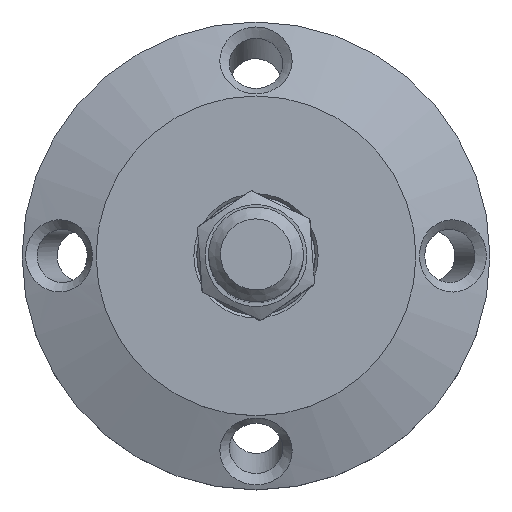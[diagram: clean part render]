
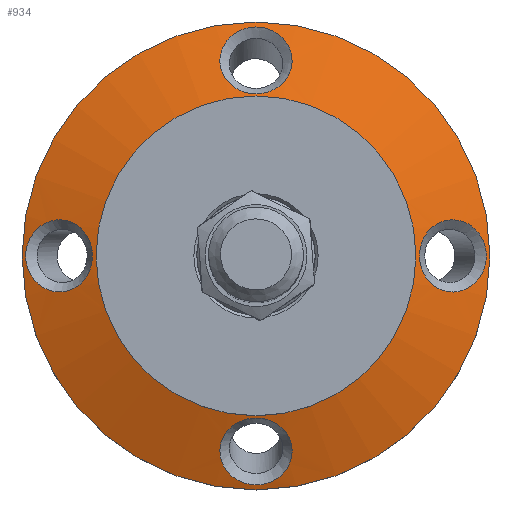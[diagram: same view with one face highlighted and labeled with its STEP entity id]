
A CAD part, top view. The second image highlights one B-rep face of the part: STEP entity #934.
In plain terms, the highlighted conical face has half-angle 70 degrees and reference radius 33.25 mm.
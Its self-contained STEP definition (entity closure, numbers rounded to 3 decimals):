
#154=CIRCLE('',#1009,39.5);
#155=CIRCLE('',#1010,27.);
#198=CONICAL_SURFACE('',#1008,33.25,70.);
#222=FACE_BOUND('',#356,.T.);
#223=FACE_BOUND('',#357,.T.);
#224=FACE_BOUND('',#358,.T.);
#225=FACE_BOUND('',#359,.T.);
#226=FACE_BOUND('',#360,.T.);
#286=FACE_OUTER_BOUND('',#355,.T.);
#355=EDGE_LOOP('',(#694));
#356=EDGE_LOOP('',(#695));
#357=EDGE_LOOP('',(#696));
#358=EDGE_LOOP('',(#697));
#359=EDGE_LOOP('',(#698));
#360=EDGE_LOOP('',(#699));
#466=B_SPLINE_CURVE_WITH_KNOTS('',3,(#1507,#1508,#1509,#1510,#1511,#1512,
#1513,#1514,#1515,#1516,#1517,#1518,#1519,#1520,#1521,#1522,#1523,#1524,
#1525,#1526,#1527),.UNSPECIFIED.,.T.,.F.,(4,1,1,1,1,1,1,1,1,1,1,1,1,1,1,
1,1,1,4),(-3.728,-3.595,-3.462,-3.328,
-3.195,-2.929,-2.663,-2.396,
-2.13,-1.598,-1.42,-1.065,
-0.799,-0.666,-0.533,-0.399,
-0.266,-0.133,0.),.UNSPECIFIED.);
#467=B_SPLINE_CURVE_WITH_KNOTS('',3,(#1535,#1536,#1537,#1538,#1539,#1540,
#1541,#1542,#1543,#1544,#1545,#1546,#1547,#1548,#1549,#1550,#1551,#1552,
#1553,#1554),.UNSPECIFIED.,.T.,.F.,(4,1,1,1,1,1,1,1,1,1,1,1,1,1,1,1,1,4),
(-3.754,-3.62,-3.486,-3.351,
-3.217,-2.949,-2.681,-2.413,
-1.966,-1.609,-1.072,-0.804,
-0.536,-0.402,-0.268,-0.134,
-0.067,0.),.UNSPECIFIED.);
#468=B_SPLINE_CURVE_WITH_KNOTS('',3,(#1556,#1557,#1558,#1559,#1560,#1561,
#1562,#1563,#1564,#1565,#1566,#1567,#1568,#1569,#1570,#1571,#1572,#1573,
#1574,#1575,#1576,#1577),.UNSPECIFIED.,.T.,.F.,(4,1,1,1,1,1,1,1,1,1,1,1,
1,1,1,1,1,1,1,4),(-3.728,-3.595,-3.462,
-3.328,-3.195,-3.062,-2.929,
-2.663,-2.308,-2.13,-1.598,
-1.331,-1.065,-0.799,-0.666,
-0.533,-0.399,-0.266,-0.133,
0.),.UNSPECIFIED.);
#469=B_SPLINE_CURVE_WITH_KNOTS('',3,(#1581,#1582,#1583,#1584,#1585,#1586,
#1587,#1588,#1589,#1590,#1591,#1592,#1593,#1594,#1595,#1596,#1597,#1598,
#1599,#1600),.UNSPECIFIED.,.T.,.F.,(4,1,1,1,1,1,1,1,1,1,1,1,1,1,1,1,1,4),
(-3.754,-3.62,-3.486,-3.351,
-3.217,-2.949,-2.681,-2.413,
-1.966,-1.609,-1.072,-0.804,
-0.536,-0.402,-0.268,-0.134,
-0.067,0.),.UNSPECIFIED.);
#476=VERTEX_POINT('',#1480);
#479=VERTEX_POINT('',#1532);
#480=VERTEX_POINT('',#1534);
#481=VERTEX_POINT('',#1555);
#482=VERTEX_POINT('',#1578);
#483=VERTEX_POINT('',#1580);
#570=EDGE_CURVE('',#476,#476,#466,.T.);
#572=EDGE_CURVE('',#479,#479,#154,.T.);
#573=EDGE_CURVE('',#480,#480,#467,.T.);
#574=EDGE_CURVE('',#481,#481,#468,.T.);
#575=EDGE_CURVE('',#482,#482,#155,.T.);
#576=EDGE_CURVE('',#483,#483,#469,.T.);
#694=ORIENTED_EDGE('',*,*,#572,.F.);
#695=ORIENTED_EDGE('',*,*,#573,.F.);
#696=ORIENTED_EDGE('',*,*,#574,.F.);
#697=ORIENTED_EDGE('',*,*,#575,.T.);
#698=ORIENTED_EDGE('',*,*,#576,.F.);
#699=ORIENTED_EDGE('',*,*,#570,.F.);
#934=ADVANCED_FACE('',(#286,#222,#223,#224,#225,#226),#198,.T.);
#1008=AXIS2_PLACEMENT_3D('',#1531,#1133,#1134);
#1009=AXIS2_PLACEMENT_3D('',#1533,#1135,#1136);
#1010=AXIS2_PLACEMENT_3D('',#1579,#1137,#1138);
#1133=DIRECTION('center_axis',(0.,0.,-1.));
#1134=DIRECTION('ref_axis',(0.,1.,0.));
#1135=DIRECTION('center_axis',(0.,0.,-1.));
#1136=DIRECTION('ref_axis',(0.,1.,0.));
#1137=DIRECTION('center_axis',(0.,0.,-1.));
#1138=DIRECTION('ref_axis',(0.,1.,0.));
#1480=CARTESIAN_POINT('',(-38.888,0.,10.173));
#1507=CARTESIAN_POINT('Ctrl Pts',(-38.886,0.,
10.174));
#1508=CARTESIAN_POINT('Ctrl Pts',(-38.886,-0.301,
10.174));
#1509=CARTESIAN_POINT('Ctrl Pts',(-38.86,-0.886,
10.182));
#1510=CARTESIAN_POINT('Ctrl Pts',(-38.564,-2.166,10.272));
#1511=CARTESIAN_POINT('Ctrl Pts',(-37.923,-3.492,10.469));
#1512=CARTESIAN_POINT('Ctrl Pts',(-36.561,-5.082,10.897));
#1513=CARTESIAN_POINT('Ctrl Pts',(-34.455,-6.148,11.59));
#1514=CARTESIAN_POINT('Ctrl Pts',(-31.885,-6.142,12.51));
#1515=CARTESIAN_POINT('Ctrl Pts',(-29.562,-4.937,13.419));
#1516=CARTESIAN_POINT('Ctrl Pts',(-27.447,-2.011,14.345));
#1517=CARTESIAN_POINT('Ctrl Pts',(-27.44,1.674,14.352));
#1518=CARTESIAN_POINT('Ctrl Pts',(-29.328,4.727,13.519));
#1519=CARTESIAN_POINT('Ctrl Pts',(-31.583,6.151,12.616));
#1520=CARTESIAN_POINT('Ctrl Pts',(-34.037,6.141,11.74));
#1521=CARTESIAN_POINT('Ctrl Pts',(-35.701,5.518,11.18));
#1522=CARTESIAN_POINT('Ctrl Pts',(-36.919,4.676,10.785));
#1523=CARTESIAN_POINT('Ctrl Pts',(-37.919,3.494,10.47));
#1524=CARTESIAN_POINT('Ctrl Pts',(-38.568,2.164,10.271));
#1525=CARTESIAN_POINT('Ctrl Pts',(-38.859,0.886,10.182));
#1526=CARTESIAN_POINT('Ctrl Pts',(-38.887,0.301,10.174));
#1527=CARTESIAN_POINT('Ctrl Pts',(-38.886,0.,
10.174));
#1531=CARTESIAN_POINT('Origin',(0.,0.,12.225));
#1532=CARTESIAN_POINT('',(0.,39.5,9.95));
#1533=CARTESIAN_POINT('Origin',(0.,0.,9.95));
#1534=CARTESIAN_POINT('',(-6.045,32.217,12.397));
#1535=CARTESIAN_POINT('Ctrl Pts',(-6.045,32.219,12.396));
#1536=CARTESIAN_POINT('Ctrl Pts',(-6.007,31.943,12.497));
#1537=CARTESIAN_POINT('Ctrl Pts',(-5.893,31.342,12.72));
#1538=CARTESIAN_POINT('Ctrl Pts',(-5.315,30.04,13.225));
#1539=CARTESIAN_POINT('Ctrl Pts',(-4.31,28.902,13.693));
#1540=CARTESIAN_POINT('Ctrl Pts',(-2.816,27.868,14.139));
#1541=CARTESIAN_POINT('Ctrl Pts',(-0.603,27.219,14.435));
#1542=CARTESIAN_POINT('Ctrl Pts',(2.189,27.54,14.288));
#1543=CARTESIAN_POINT('Ctrl Pts',(5.076,29.222,13.54));
#1544=CARTESIAN_POINT('Ctrl Pts',(6.558,32.516,12.251));
#1545=CARTESIAN_POINT('Ctrl Pts',(5.238,36.83,10.806));
#1546=CARTESIAN_POINT('Ctrl Pts',(1.536,38.956,10.168));
#1547=CARTESIAN_POINT('Ctrl Pts',(-2.186,38.473,10.312));
#1548=CARTESIAN_POINT('Ctrl Pts',(-4.121,37.285,10.678));
#1549=CARTESIAN_POINT('Ctrl Pts',(-5.275,35.89,11.125));
#1550=CARTESIAN_POINT('Ctrl Pts',(-5.928,34.514,11.582));
#1551=CARTESIAN_POINT('Ctrl Pts',(-6.103,33.345,11.989));
#1552=CARTESIAN_POINT('Ctrl Pts',(-6.091,32.629,12.246));
#1553=CARTESIAN_POINT('Ctrl Pts',(-6.064,32.357,12.345));
#1554=CARTESIAN_POINT('Ctrl Pts',(-6.045,32.219,12.396));
#1555=CARTESIAN_POINT('',(27.612,0.,14.277));
#1556=CARTESIAN_POINT('Ctrl Pts',(27.613,0.,
14.277));
#1557=CARTESIAN_POINT('Ctrl Pts',(27.613,-0.302,14.277));
#1558=CARTESIAN_POINT('Ctrl Pts',(27.64,-0.891,14.265));
#1559=CARTESIAN_POINT('Ctrl Pts',(27.915,-2.172,14.14));
#1560=CARTESIAN_POINT('Ctrl Pts',(28.53,-3.504,13.868));
#1561=CARTESIAN_POINT('Ctrl Pts',(29.49,-4.688,13.46));
#1562=CARTESIAN_POINT('Ctrl Pts',(30.678,-5.53,12.982));
#1563=CARTESIAN_POINT('Ctrl Pts',(32.317,-6.146,12.353));
#1564=CARTESIAN_POINT('Ctrl Pts',(34.771,-6.141,11.479));
#1565=CARTESIAN_POINT('Ctrl Pts',(37.089,-4.708,10.728));
#1566=CARTESIAN_POINT('Ctrl Pts',(39.067,-1.663,10.117));
#1567=CARTESIAN_POINT('Ctrl Pts',(39.061,1.998,10.118));
#1568=CARTESIAN_POINT('Ctrl Pts',(36.841,4.918,10.804));
#1569=CARTESIAN_POINT('Ctrl Pts',(34.479,6.138,11.583));
#1570=CARTESIAN_POINT('Ctrl Pts',(32.318,6.147,12.353));
#1571=CARTESIAN_POINT('Ctrl Pts',(30.678,5.53,12.982));
#1572=CARTESIAN_POINT('Ctrl Pts',(29.49,4.688,13.46));
#1573=CARTESIAN_POINT('Ctrl Pts',(28.53,3.504,13.868));
#1574=CARTESIAN_POINT('Ctrl Pts',(27.915,2.172,14.14));
#1575=CARTESIAN_POINT('Ctrl Pts',(27.64,0.891,14.265));
#1576=CARTESIAN_POINT('Ctrl Pts',(27.613,0.302,14.277));
#1577=CARTESIAN_POINT('Ctrl Pts',(27.613,0.,
14.277));
#1578=CARTESIAN_POINT('',(0.,27.,14.5));
#1579=CARTESIAN_POINT('Origin',(0.,0.,14.5));
#1580=CARTESIAN_POINT('',(-6.045,-32.217,12.397));
#1581=CARTESIAN_POINT('Ctrl Pts',(-6.044,-32.214,12.398));
#1582=CARTESIAN_POINT('Ctrl Pts',(-6.082,-32.49,12.296));
#1583=CARTESIAN_POINT('Ctrl Pts',(-6.135,-33.099,12.075));
#1584=CARTESIAN_POINT('Ctrl Pts',(-5.93,-34.52,11.58));
#1585=CARTESIAN_POINT('Ctrl Pts',(-5.274,-35.889,11.126));
#1586=CARTESIAN_POINT('Ctrl Pts',(-4.125,-37.284,10.678));
#1587=CARTESIAN_POINT('Ctrl Pts',(-2.179,-38.48,10.31));
#1588=CARTESIAN_POINT('Ctrl Pts',(0.595,-38.825,10.207));
#1589=CARTESIAN_POINT('Ctrl Pts',(3.856,-37.809,10.514));
#1590=CARTESIAN_POINT('Ctrl Pts',(6.218,-34.899,11.431));
#1591=CARTESIAN_POINT('Ctrl Pts',(6.147,-30.448,13.017));
#1592=CARTESIAN_POINT('Ctrl Pts',(3.14,-27.633,14.24));
#1593=CARTESIAN_POINT('Ctrl Pts',(-0.612,-27.224,
14.435));
#1594=CARTESIAN_POINT('Ctrl Pts',(-2.812,-27.868,14.138));
#1595=CARTESIAN_POINT('Ctrl Pts',(-4.31,-28.9,13.694));
#1596=CARTESIAN_POINT('Ctrl Pts',(-5.314,-30.046,13.222));
#1597=CARTESIAN_POINT('Ctrl Pts',(-5.796,-31.116,12.807));
#1598=CARTESIAN_POINT('Ctrl Pts',(-5.978,-31.806,12.548));
#1599=CARTESIAN_POINT('Ctrl Pts',(-6.025,-32.076,12.448));
#1600=CARTESIAN_POINT('Ctrl Pts',(-6.044,-32.214,12.398));
